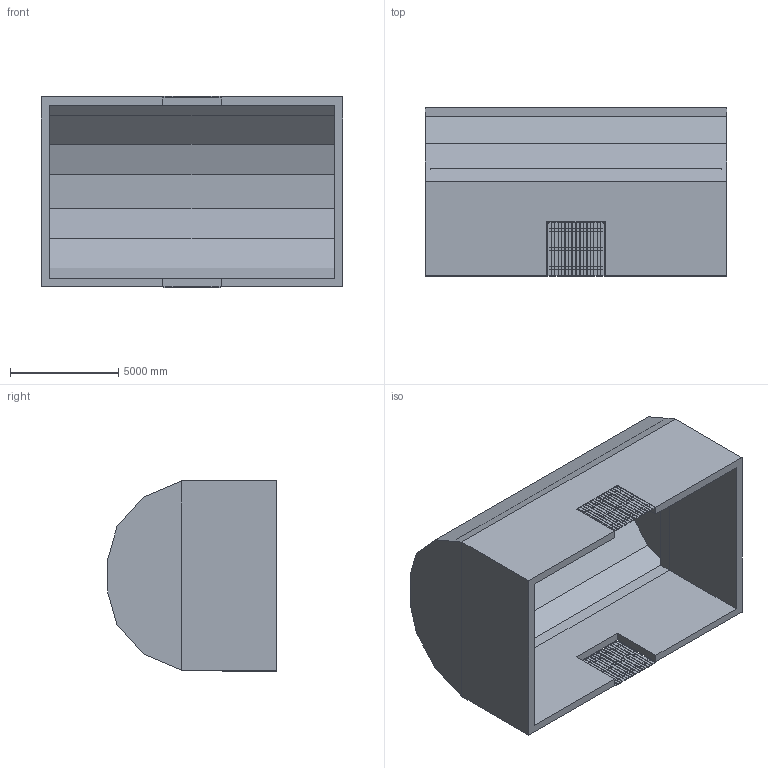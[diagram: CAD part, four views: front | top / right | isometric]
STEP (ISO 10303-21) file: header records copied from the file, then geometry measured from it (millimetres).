
FILE_DESCRIPTION(('FreeCAD Model'),'2;1');
FILE_NAME('Open CASCADE Shape Model','2025-04-25T21:48:12',('FreeCAD'),( 'FreeCAD'),'Open CASCADE STEP processor 7.6','FreeCAD','Unknown');
FILE_SCHEMA(('AUTOMOTIVE_DESIGN { 1 0 10303 214 1 1 1 1 }'));
Length unit declared in the file: millimetre
Products named in the file (1): Open CASCADE STEP translator 7.6 1
Bounding box: 13924.79 x 7760.55 x 8827.86 mm (x, y, z)
Surface area: 904041733.4 mm2 (no closed solid volume)
Topology: 0 solids, 318 shells, 318 faces, 1376 edges, 1408 vertices
Faces by surface type: bspline 318
Entity records: 12844 total; most frequent: CARTESIAN_POINT 5481, ORIENTED_EDGE 1344, EDGE_CURVE 1344, VERTEX_POINT 1344, B_SPLINE_CURVE_WITH_KNOTS 1344, FACE_BOUND 322, EDGE_LOOP 322, SHELL_BASED_SURFACE_MODEL 318
